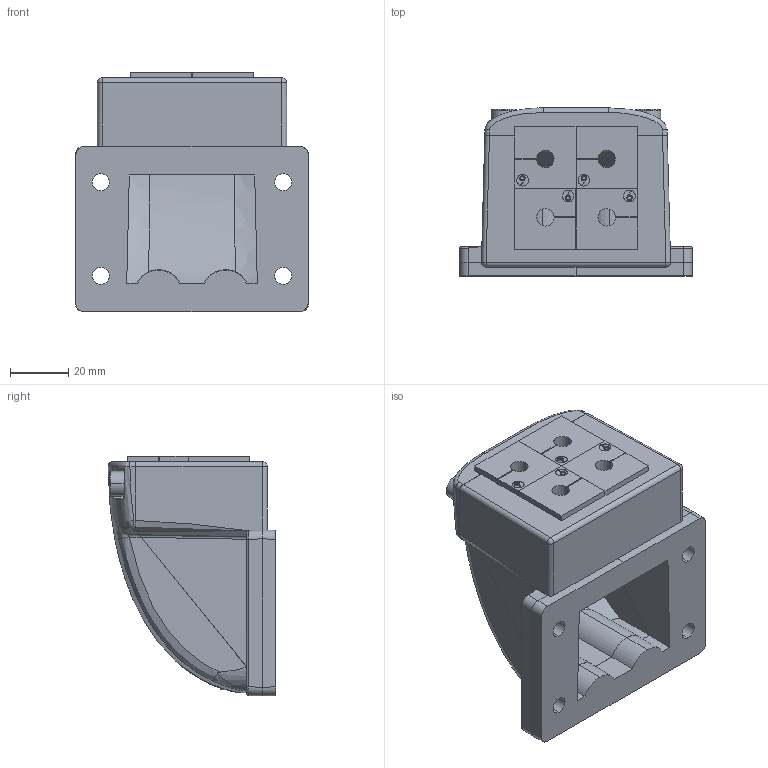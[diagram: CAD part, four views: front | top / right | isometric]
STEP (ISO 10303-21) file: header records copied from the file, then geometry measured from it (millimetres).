
FILE_DESCRIPTION(('STEP AP242'),'1');
FILE_NAME('42330.stp','2018-12-17T14:26:09',('TraceParts'),('TraceParts S.A.'),'Spatial InterOp 3D',' ',' ');
FILE_SCHEMA(('AP242_MANAGED_MODEL_BASED_3D_ENGINEERING_MIM_LF {1 0 10303 442 1 1 4}'));
Length unit declared in the file: millimetre
Products named in the file (1): 42330_1
Bounding box: 79.78 x 57.49 x 82.14 mm (x, y, z)
Volume: 118356.7 mm3; surface area: 56279.8 mm2
Topology: 12 solids, 12 shells, 635 faces, 1533 edges, 937 vertices
Faces by surface type: plane 274, cylinder 159, bspline 106, torus 58, cone 34, sphere 4
Entity records: 25365 total; most frequent: CARTESIAN_POINT 11389, ORIENTED_EDGE 3022, DIRECTION 2674, EDGE_CURVE 1511, AXIS2_PLACEMENT_3D 940, VERTEX_POINT 937, LINE 794, VECTOR 794
